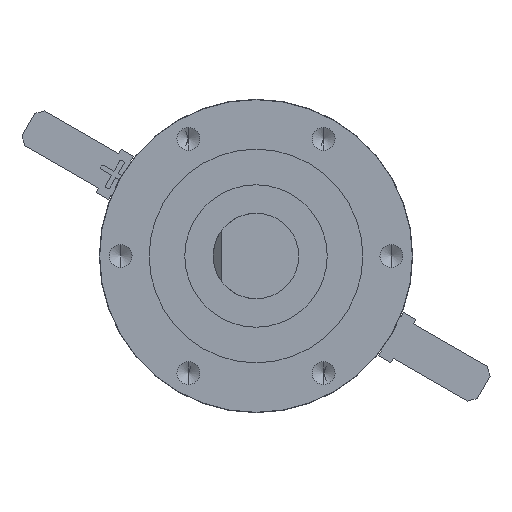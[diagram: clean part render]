
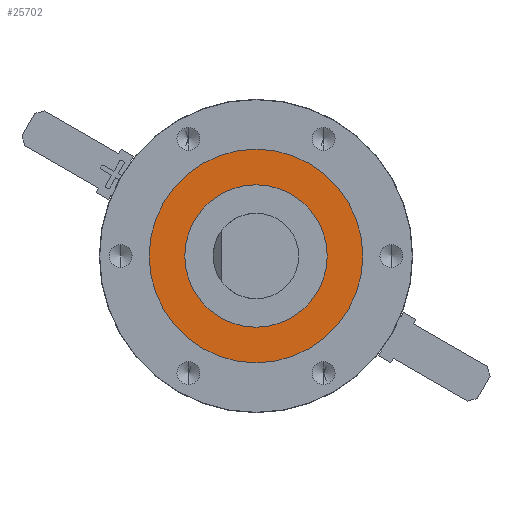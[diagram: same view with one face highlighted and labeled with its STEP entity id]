
A CAD part, left-side view. The second image highlights one B-rep face of the part: STEP entity #25702.
In plain terms, the highlighted planar face has unit normal (-1, 0, 0).
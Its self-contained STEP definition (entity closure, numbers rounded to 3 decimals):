
#624 = DIRECTION ( 'NONE',  ( 0., 0., -1. ) ) ;
#1682 = CARTESIAN_POINT ( 'NONE',  ( -2.1, 0., 0. ) ) ;
#4940 = DIRECTION ( 'NONE',  ( 0., 0., -1. ) ) ;
#5286 = AXIS2_PLACEMENT_3D ( 'NONE', #38777, #19783, #624 ) ;
#6341 = FACE_BOUND ( 'NONE', #38449, .T. ) ;
#9273 = VERTEX_POINT ( 'NONE', #23559 ) ;
#11355 = EDGE_CURVE ( 'NONE', #9273, #29640, #24686, .T. ) ;
#12561 = ORIENTED_EDGE ( 'NONE', *, *, #39997, .F. ) ;
#13252 = CIRCLE ( 'NONE', #5286, 7.5 ) ;
#13854 = DIRECTION ( 'NONE',  ( 1., 0., 0. ) ) ;
#13870 = FACE_OUTER_BOUND ( 'NONE', #14506, .T. ) ;
#14322 = ORIENTED_EDGE ( 'NONE', *, *, #34884, .F. ) ;
#14506 = EDGE_LOOP ( 'NONE', ( #32950, #12561 ) ) ;
#15968 = AXIS2_PLACEMENT_3D ( 'NONE', #35046, #16025, #38232 ) ;
#16025 = DIRECTION ( 'NONE',  ( -1., 0., 0. ) ) ;
#16286 = CIRCLE ( 'NONE', #30658, 7.5 ) ;
#17309 = PLANE ( 'NONE',  #33996 ) ;
#17366 = CARTESIAN_POINT ( 'NONE',  ( -2.1, 0., -7.5 ) ) ;
#17795 = CARTESIAN_POINT ( 'NONE',  ( -2.1, 0., 0. ) ) ;
#18781 = ORIENTED_EDGE ( 'NONE', *, *, #11355, .F. ) ;
#19783 = DIRECTION ( 'NONE',  ( 1., 0., 0. ) ) ;
#20529 = DIRECTION ( 'NONE',  ( 0., 0., -1. ) ) ;
#21054 = DIRECTION ( 'NONE',  ( 0., 0., -1. ) ) ;
#23559 = CARTESIAN_POINT ( 'NONE',  ( -2.1, 0., 5. ) ) ;
#24035 = DIRECTION ( 'NONE',  ( 1., 0., 0. ) ) ;
#24686 = CIRCLE ( 'NONE', #15968, 5. ) ;
#25702 = ADVANCED_FACE ( 'NONE', ( #6341, #13870 ), #17309, .F. ) ;
#27155 = EDGE_CURVE ( 'NONE', #33563, #27474, #13252, .T. ) ;
#27352 = CARTESIAN_POINT ( 'NONE',  ( -2.1, 0., -5. ) ) ;
#27474 = VERTEX_POINT ( 'NONE', #31977 ) ;
#29640 = VERTEX_POINT ( 'NONE', #27352 ) ;
#30658 = AXIS2_PLACEMENT_3D ( 'NONE', #1682, #24035, #4940 ) ;
#31977 = CARTESIAN_POINT ( 'NONE',  ( -2.1, 0., 7.5 ) ) ;
#32950 = ORIENTED_EDGE ( 'NONE', *, *, #27155, .F. ) ;
#32954 = CIRCLE ( 'NONE', #36259, 5. ) ;
#33176 = CARTESIAN_POINT ( 'NONE',  ( -2.1, 0., 0. ) ) ;
#33563 = VERTEX_POINT ( 'NONE', #17366 ) ;
#33996 = AXIS2_PLACEMENT_3D ( 'NONE', #33176, #13854, #20529 ) ;
#34884 = EDGE_CURVE ( 'NONE', #29640, #9273, #32954, .T. ) ;
#35046 = CARTESIAN_POINT ( 'NONE',  ( -2.1, 0., 0. ) ) ;
#36259 = AXIS2_PLACEMENT_3D ( 'NONE', #17795, #40029, #21054 ) ;
#38232 = DIRECTION ( 'NONE',  ( 0., 0., -1. ) ) ;
#38449 = EDGE_LOOP ( 'NONE', ( #14322, #18781 ) ) ;
#38777 = CARTESIAN_POINT ( 'NONE',  ( -2.1, 0., 0. ) ) ;
#39997 = EDGE_CURVE ( 'NONE', #27474, #33563, #16286, .T. ) ;
#40029 = DIRECTION ( 'NONE',  ( -1., 0., 0. ) ) ;
